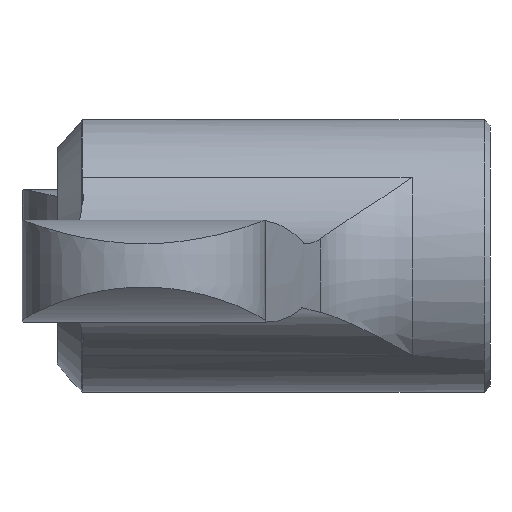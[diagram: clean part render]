
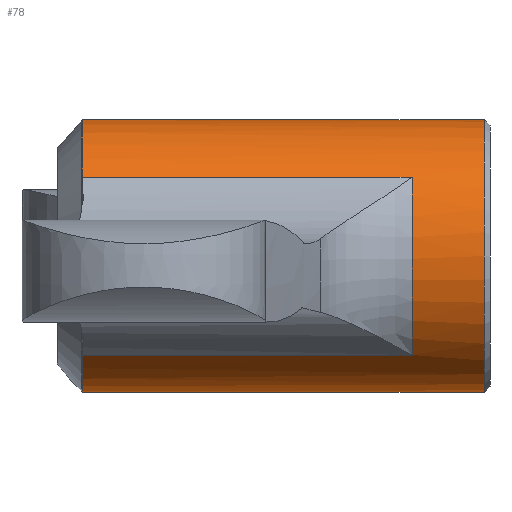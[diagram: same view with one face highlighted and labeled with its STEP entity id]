
A CAD part, left-side view. The second image highlights one B-rep face of the part: STEP entity #78.
In plain terms, the highlighted cylindrical face has radius 7 mm (diameter 14 mm), a full revolution.
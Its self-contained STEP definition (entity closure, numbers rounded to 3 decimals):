
#78 = ADVANCED_FACE( '', ( #182, #183 ), #184, .T. );
#182 = FACE_OUTER_BOUND( '', #320, .T. );
#183 = FACE_OUTER_BOUND( '', #321, .T. );
#184 = CYLINDRICAL_SURFACE( '', #322, 7. );
#320 = EDGE_LOOP( '', ( #489 ) );
#321 = EDGE_LOOP( '', ( #490, #491, #492, #493, #494, #495, #496, #497 ) );
#322 = AXIS2_PLACEMENT_3D( '', #498, #499, #500 );
#489 = ORIENTED_EDGE( '', *, *, #777, .F. );
#490 = ORIENTED_EDGE( '', *, *, #778, .T. );
#491 = ORIENTED_EDGE( '', *, *, #779, .F. );
#492 = ORIENTED_EDGE( '', *, *, #780, .F. );
#493 = ORIENTED_EDGE( '', *, *, #755, .T. );
#494 = ORIENTED_EDGE( '', *, *, #781, .T. );
#495 = ORIENTED_EDGE( '', *, *, #782, .F. );
#496 = ORIENTED_EDGE( '', *, *, #783, .F. );
#497 = ORIENTED_EDGE( '', *, *, #784, .T. );
#498 = CARTESIAN_POINT( '', ( 0., 0., 0. ) );
#499 = DIRECTION( '', ( 0., 1., 0. ) );
#500 = DIRECTION( '', ( 0., 0., -1. ) );
#755 = EDGE_CURVE( '', #879, #885, #887, .T. );
#777 = EDGE_CURVE( '', #923, #923, #924, .T. );
#778 = EDGE_CURVE( '', #925, #926, #927, .T. );
#779 = EDGE_CURVE( '', #928, #926, #929, .T. );
#780 = EDGE_CURVE( '', #879, #928, #930, .T. );
#781 = EDGE_CURVE( '', #885, #931, #932, .T. );
#782 = EDGE_CURVE( '', #933, #931, #934, .T. );
#783 = EDGE_CURVE( '', #935, #933, #936, .T. );
#784 = EDGE_CURVE( '', #935, #925, #937, .T. );
#879 = VERTEX_POINT( '', #1132 );
#885 = VERTEX_POINT( '', #1157 );
#887 = LINE( '', #1174, #1175 );
#923 = VERTEX_POINT( '', #1336 );
#924 = CIRCLE( '', #1337, 7. );
#925 = VERTEX_POINT( '', #1338 );
#926 = VERTEX_POINT( '', #1339 );
#927 = CIRCLE( '', #1340, 7. );
#928 = VERTEX_POINT( '', #1341 );
#929 = LINE( '', #1342, #1343 );
#930 = CIRCLE( '', #1344, 7. );
#931 = VERTEX_POINT( '', #1345 );
#932 = CIRCLE( '', #1346, 7. );
#933 = VERTEX_POINT( '', #1347 );
#934 = LINE( '', #1348, #1349 );
#935 = VERTEX_POINT( '', #1350 );
#936 = CIRCLE( '', #1351, 7. );
#937 = LINE( '', #1352, #1353 );
#1132 = CARTESIAN_POINT( '', ( -5.725, 20.9, 4.027 ) );
#1157 = CARTESIAN_POINT( '', ( -5.725, 3.999, 4.027 ) );
#1174 = CARTESIAN_POINT( '', ( -5.725, 35.5, 4.027 ) );
#1175 = VECTOR( '', #1648, 1000. );
#1336 = CARTESIAN_POINT( '', ( 0., 0.3, -7. ) );
#1337 = AXIS2_PLACEMENT_3D( '', #1674, #1675, #1676 );
#1338 = CARTESIAN_POINT( '', ( 5.725, 3.999, -4.027 ) );
#1339 = CARTESIAN_POINT( '', ( 4.816, 3.999, 5.08 ) );
#1340 = AXIS2_PLACEMENT_3D( '', #1677, #1678, #1679 );
#1341 = CARTESIAN_POINT( '', ( 4.816, 20.9, 5.08 ) );
#1342 = CARTESIAN_POINT( '', ( 4.816, 35.5, 5.08 ) );
#1343 = VECTOR( '', #1680, 1000. );
#1344 = AXIS2_PLACEMENT_3D( '', #1681, #1682, #1683 );
#1345 = CARTESIAN_POINT( '', ( -4.816, 3.999, -5.08 ) );
#1346 = AXIS2_PLACEMENT_3D( '', #1684, #1685, #1686 );
#1347 = CARTESIAN_POINT( '', ( -4.816, 20.9, -5.08 ) );
#1348 = CARTESIAN_POINT( '', ( -4.816, 35.5, -5.08 ) );
#1349 = VECTOR( '', #1687, 1000. );
#1350 = CARTESIAN_POINT( '', ( 5.725, 20.9, -4.027 ) );
#1351 = AXIS2_PLACEMENT_3D( '', #1688, #1689, #1690 );
#1352 = CARTESIAN_POINT( '', ( 5.725, 35.5, -4.027 ) );
#1353 = VECTOR( '', #1691, 1000. );
#1648 = DIRECTION( '', ( 0., -1., 0. ) );
#1674 = CARTESIAN_POINT( '', ( 0., 0.3, 0. ) );
#1675 = DIRECTION( '', ( 0., -1., 0. ) );
#1676 = DIRECTION( '', ( 0., 0., -1. ) );
#1677 = CARTESIAN_POINT( '', ( 0., 3.999, 0. ) );
#1678 = DIRECTION( '', ( 0., -1., 0. ) );
#1679 = DIRECTION( '', ( 0., 0., -1. ) );
#1680 = DIRECTION( '', ( 0., -1., 0. ) );
#1681 = CARTESIAN_POINT( '', ( 0., 20.9, 0. ) );
#1682 = DIRECTION( '', ( 0., 1., 0. ) );
#1683 = DIRECTION( '', ( 0., 0., 1. ) );
#1684 = CARTESIAN_POINT( '', ( 0., 3.999, 0. ) );
#1685 = DIRECTION( '', ( 0., -1., 0. ) );
#1686 = DIRECTION( '', ( 0., 0., -1. ) );
#1687 = DIRECTION( '', ( 0., -1., 0. ) );
#1688 = CARTESIAN_POINT( '', ( 0., 20.9, 0. ) );
#1689 = DIRECTION( '', ( 0., 1., 0. ) );
#1690 = DIRECTION( '', ( 0., 0., 1. ) );
#1691 = DIRECTION( '', ( 0., -1., 0. ) );
